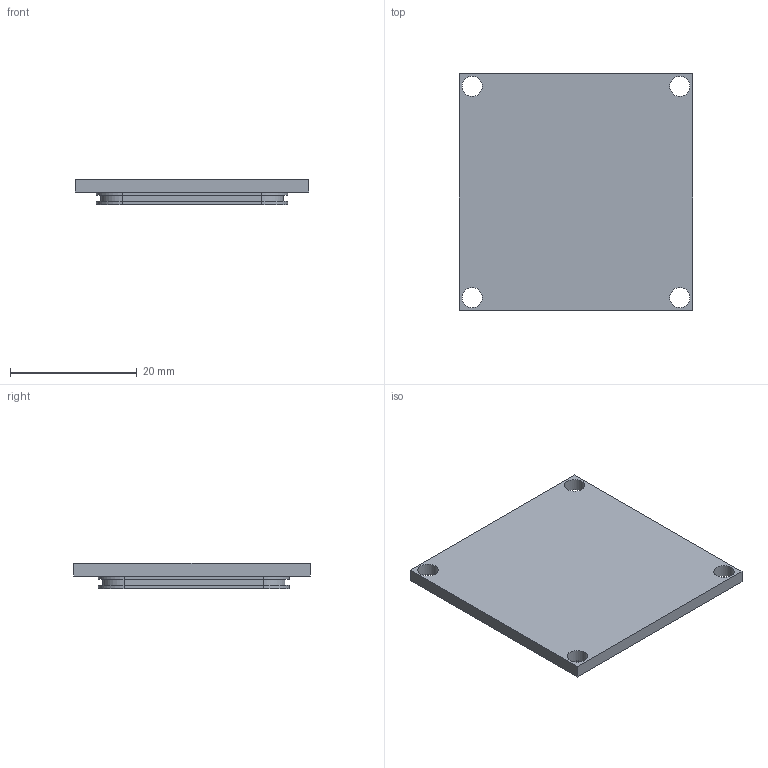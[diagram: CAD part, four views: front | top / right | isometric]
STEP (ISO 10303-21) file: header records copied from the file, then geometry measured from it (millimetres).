
FILE_DESCRIPTION(('FreeCAD Model'),'2;1');
FILE_NAME('Open CASCADE Shape Model','2021-07-31T23:55:31',('Author'),( ''),'Open CASCADE STEP processor 7.4','FreeCAD','Unknown');
FILE_SCHEMA(('CONFIG_CONTROL_DESIGN'));
Length unit declared in the file: millimetre
Products named in the file (2): CaseCover; SOLID
Assembly tree (1 placements, depth 2):
  CaseCover
    SOLID
Bounding box: 36.8 x 37.35 x 4 mm (x, y, z)
Volume: 4401.7 mm3; surface area: 3441 mm2
Topology: 1 solids, 1 shells, 37 faces, 96 edges, 64 vertices
Faces by surface type: plane 21, cylinder 16
Full cylindrical faces by diameter (mm): 3.2 x4
Entity records: 2516 total; most frequent: CARTESIAN_POINT 463, DIRECTION 386, LINE 224, VECTOR 224, ORIENTED_EDGE 192, PCURVE 192, DEFINITIONAL_REPRESENTATION 192, EDGE_CURVE 96
